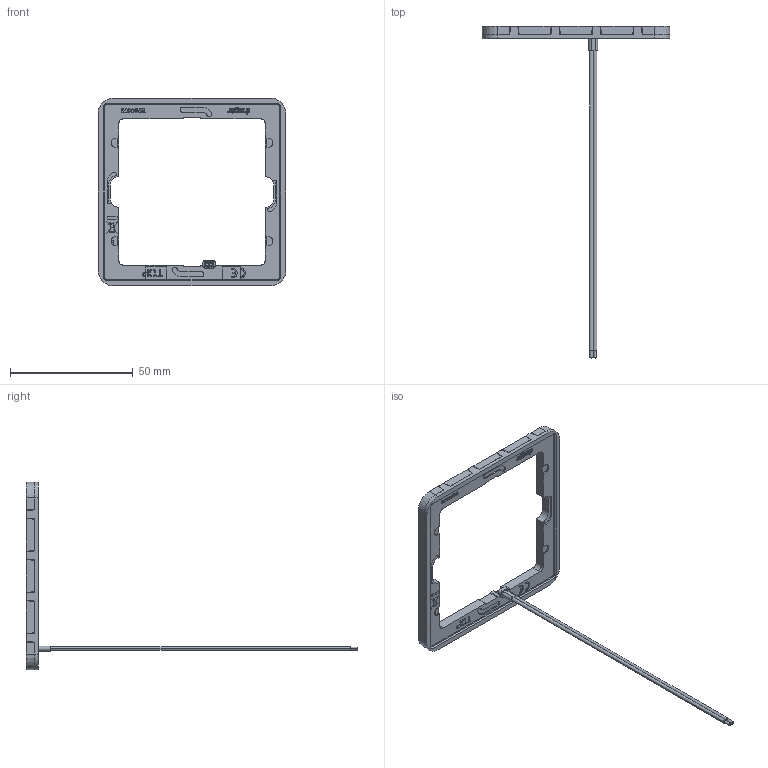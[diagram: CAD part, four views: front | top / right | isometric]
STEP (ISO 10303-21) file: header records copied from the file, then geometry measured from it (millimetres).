
FILE_DESCRIPTION((''),'2;1');
FILE_NAME('W2S0073_00_ASM','2025-10-07T16:19:37',('montins'),(''),'CREO PARAMETRIC BY PTC INC, 2025010','CREO PARAMETRIC BY PTC INC, 2025010','');
FILE_SCHEMA(('AUTOMOTIVE_DESIGN { 1 0 10303 214 1 1 1 1 }'));
Products named in the file (4): W1B0286_00; W1B0287_00; W1S0189_00; W2S0073_00_ASM
Assembly tree (3 placements, depth 2):
  W2S0073_00_ASM
    W1B0286_00
    W1B0287_00
    W1S0189_00
Bounding box: 76.48 x 135 x 76.48 mm (x, y, z)
Volume: 7360 mm3; surface area: 18513.4 mm2
Topology: 6 solids, 6 shells, 2524 faces, 7014 edges, 4648 vertices
Faces by surface type: plane 2120, cylinder 221, extrusion 125, cone 44, bspline 14
Entity records: 102123 total; most frequent: CARTESIAN_POINT 18998, ORIENTED_EDGE 14028, DIRECTION 12119, EDGE_CURVE 7014, VECTOR 6315, LINE 6190, PRESENTATION_STYLE_ASSIGNMENT 5927, STYLED_ITEM 5898
